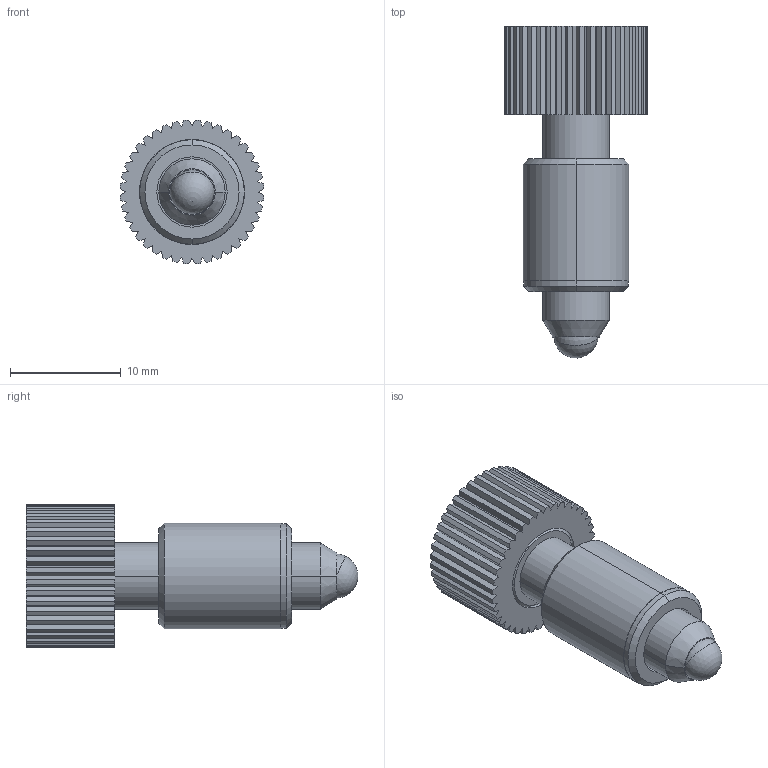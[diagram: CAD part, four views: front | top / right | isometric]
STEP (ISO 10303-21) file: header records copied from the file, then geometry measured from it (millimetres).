
FILE_DESCRIPTION (( 'STEP AP214' ), '1' );
FILE_NAME ('07SRW-3.STEP', '2018-09-11T05:52:47', ( '' ), ( '' ), 'SwSTEP 2.0', 'SolidWorks 2016', '' );
FILE_SCHEMA (( 'AUTOMOTIVE_DESIGN' ));
Length unit declared in the file: millimetre
Products named in the file (1): 07SRW-3
Bounding box: 12.99 x 30 x 12.99 mm (x, y, z)
Surface area: 2030.3 mm2 (no closed solid volume)
Topology: 0 solids, 5 shells, 150 faces, 423 edges, 281 vertices
Faces by surface type: plane 88, cylinder 50, cone 10, sphere 2
Entity records: 6493 total; most frequent: CARTESIAN_POINT 847, DIRECTION 838, ORIENTED_EDGE 830, EDGE_CURVE 418, LINE 300, VECTOR 300, VERTEX_POINT 278, AXIS2_PLACEMENT_3D 269
